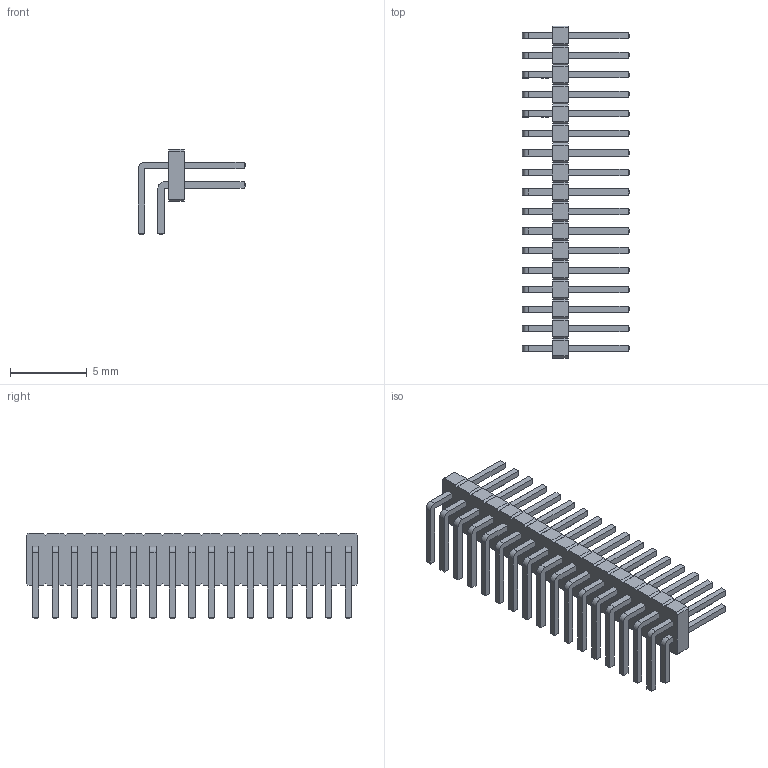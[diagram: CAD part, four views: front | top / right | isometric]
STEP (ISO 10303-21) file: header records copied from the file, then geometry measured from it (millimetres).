
FILE_DESCRIPTION(/* description */ ('model of PinHeader_2x17_P1.27mm_Horizontal'),/* implementation_level */ '2;1');
FILE_NAME(/* name */ 'PinHeader_2x17_P1.27mm_Horizontal.step',/* time_stamp */ '2018-01-24T12:37:05',/* author */ ('kicad StepUp','ksu'),/* organization */ ('FreeCAD'),/* preprocessor_version */ 'OCC',/* originating_system */ 'kicad StepUp',/* authorisation */ '');
FILE_SCHEMA(('AUTOMOTIVE_DESIGN { 1 0 10303 214 1 1 1 1 }'));
Length unit declared in the file: millimetre
Products named in the file (2): PinHeader_2x17_P127mm_Horizontal; Shape0_973735539651
Bounding box: 6.97 x 21.59 x 5.58 mm (x, y, z)
Volume: 126.4 mm3; surface area: 742.6 mm2
Topology: 35 solids, 35 shells, 684 faces, 1570 edges, 956 vertices
Faces by surface type: plane 650, cylinder 34
Entity records: 12097 total; most frequent: ORIENTED_EDGE 2322, CARTESIAN_POINT 1984, EDGE_CURVE 1570, LINE 1502, VERTEX_POINT 956, AXIS2_PLACEMENT_3D 753, ADVANCED_FACE 684, FACE_BOUND 684
